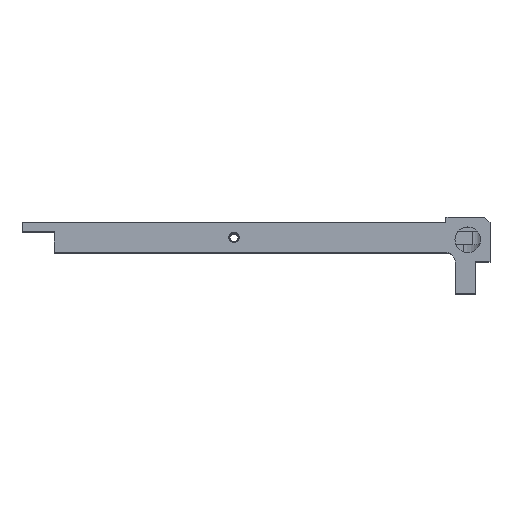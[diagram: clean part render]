
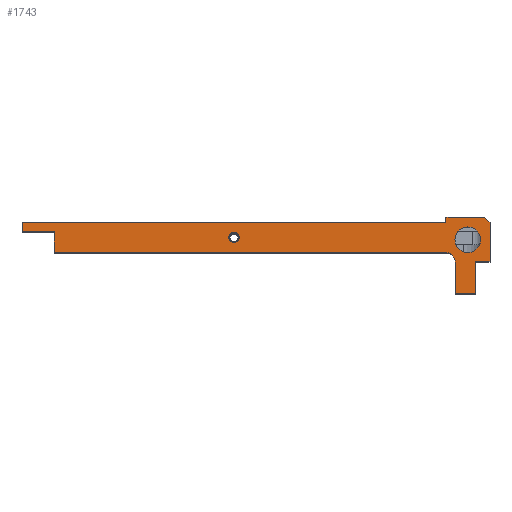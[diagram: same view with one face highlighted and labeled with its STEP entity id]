
A CAD part, top view. The second image highlights one B-rep face of the part: STEP entity #1743.
In plain terms, the highlighted planar face has unit normal (0, 0, 1).
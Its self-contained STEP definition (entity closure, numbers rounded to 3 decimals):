
#71 = CARTESIAN_POINT ( 'NONE',  ( -4.3, 4.3, 47. ) ) ;
#86 = CARTESIAN_POINT ( 'NONE',  ( -4.3, -10.6, 47. ) ) ;
#101 = EDGE_CURVE ( 'NONE', #280, #5200, #1069, .T. ) ;
#130 = CARTESIAN_POINT ( 'NONE',  ( 4.3, -4.3, 47. ) ) ;
#163 = CARTESIAN_POINT ( 'NONE',  ( -4.5, -4.5, 47. ) ) ;
#205 = DIRECTION ( 'NONE',  ( 0., 0., -1. ) ) ;
#212 = AXIS2_PLACEMENT_3D ( 'NONE', #3042, #205, #1868 ) ;
#222 = CARTESIAN_POINT ( 'NONE',  ( -80.8, 1.5, 47. ) ) ;
#280 = VERTEX_POINT ( 'NONE', #3981 ) ;
#323 = ORIENTED_EDGE ( 'NONE', *, *, #1748, .F. ) ;
#362 = DIRECTION ( 'NONE',  ( 0., 1., 0. ) ) ;
#375 = VECTOR ( 'NONE', #680, 1000. ) ;
#394 = VECTOR ( 'NONE', #1726, 1000. ) ;
#425 = EDGE_CURVE ( 'NONE', #1108, #3101, #1674, .T. ) ;
#453 = VECTOR ( 'NONE', #3844, 1000. ) ;
#484 = AXIS2_PLACEMENT_3D ( 'NONE', #800, #4817, #750 ) ;
#518 = VECTOR ( 'NONE', #362, 1000. ) ;
#519 = VERTEX_POINT ( 'NONE', #3139 ) ;
#526 = VERTEX_POINT ( 'NONE', #1446 ) ;
#539 = ORIENTED_EDGE ( 'NONE', *, *, #2687, .T. ) ;
#579 = LINE ( 'NONE', #2219, #453 ) ;
#680 = DIRECTION ( 'NONE',  ( 1., 0., 0. ) ) ;
#714 = ORIENTED_EDGE ( 'NONE', *, *, #3244, .F. ) ;
#750 = DIRECTION ( 'NONE',  ( -1., 0., 0. ) ) ;
#765 = LINE ( 'NONE', #4872, #1285 ) ;
#791 = CARTESIAN_POINT ( 'NONE',  ( -2.5, 0., 47. ) ) ;
#792 = AXIS2_PLACEMENT_3D ( 'NONE', #906, #4585, #1356 ) ;
#800 = CARTESIAN_POINT ( 'NONE',  ( -0.05, -0.05, 47. ) ) ;
#816 = LINE ( 'NONE', #791, #518 ) ;
#841 = ORIENTED_EDGE ( 'NONE', *, *, #101, .T. ) ;
#861 = EDGE_CURVE ( 'NONE', #3757, #3582, #1771, .T. ) ;
#869 = AXIS2_PLACEMENT_3D ( 'NONE', #3669, #4044, #1606 ) ;
#877 = CARTESIAN_POINT ( 'NONE',  ( 1.5, -10.6, 47. ) ) ;
#881 = DIRECTION ( 'NONE',  ( -1., 0., 0. ) ) ;
#887 = CARTESIAN_POINT ( 'NONE',  ( 1.5, -10.6, 47. ) ) ;
#901 = DIRECTION ( 'NONE',  ( 1., 0., 0. ) ) ;
#906 = CARTESIAN_POINT ( 'NONE',  ( -45.7, 0.4, 47. ) ) ;
#921 = VERTEX_POINT ( 'NONE', #1068 ) ;
#951 = CIRCLE ( 'NONE', #792, 1.025 ) ;
#1015 = EDGE_CURVE ( 'NONE', #2294, #2762, #2421, .T. ) ;
#1028 = CIRCLE ( 'NONE', #5058, 2. ) ;
#1041 = VECTOR ( 'NONE', #2192, 1000. ) ;
#1050 = AXIS2_PLACEMENT_3D ( 'NONE', #1594, #3976, #4056 ) ;
#1056 = EDGE_CURVE ( 'NONE', #921, #519, #1813, .T. ) ;
#1068 = CARTESIAN_POINT ( 'NONE',  ( -44.675, 0.4, 47. ) ) ;
#1069 = CIRCLE ( 'NONE', #212, 2.5 ) ;
#1103 = CARTESIAN_POINT ( 'NONE',  ( -4.3, 4.3, 47. ) ) ;
#1108 = VERTEX_POINT ( 'NONE', #130 ) ;
#1122 = EDGE_CURVE ( 'NONE', #519, #921, #951, .T. ) ;
#1276 = CARTESIAN_POINT ( 'NONE',  ( 4.3, 3.3, 47. ) ) ;
#1285 = VECTOR ( 'NONE', #3602, 1000. ) ;
#1314 = DIRECTION ( 'NONE',  ( 1., 0., 0. ) ) ;
#1356 = DIRECTION ( 'NONE',  ( 1., 0., 0. ) ) ;
#1362 = DIRECTION ( 'NONE',  ( 0., 0., -1. ) ) ;
#1378 = EDGE_CURVE ( 'NONE', #3101, #2589, #579, .T. ) ;
#1395 = LINE ( 'NONE', #2715, #375 ) ;
#1405 = CARTESIAN_POINT ( 'NONE',  ( -4.3, 3.3, 47. ) ) ;
#1446 = CARTESIAN_POINT ( 'NONE',  ( 1.5, -4.3, 47. ) ) ;
#1468 = EDGE_CURVE ( 'NONE', #4854, #2389, #4530, .T. ) ;
#1470 = VERTEX_POINT ( 'NONE', #5034 ) ;
#1533 = VECTOR ( 'NONE', #881, 1000. ) ;
#1576 = ORIENTED_EDGE ( 'NONE', *, *, #425, .T. ) ;
#1594 = CARTESIAN_POINT ( 'NONE',  ( 0., 0., 47. ) ) ;
#1606 = DIRECTION ( 'NONE',  ( 1., 0., 0. ) ) ;
#1653 = CARTESIAN_POINT ( 'NONE',  ( -87.1, -2.5, 47. ) ) ;
#1674 = LINE ( 'NONE', #2141, #394 ) ;
#1681 = EDGE_CURVE ( 'NONE', #3582, #4417, #1395, .T. ) ;
#1707 = CARTESIAN_POINT ( 'NONE',  ( -87.1, 1.5, 47. ) ) ;
#1726 = DIRECTION ( 'NONE',  ( 0., 1., 0. ) ) ;
#1736 = CARTESIAN_POINT ( 'NONE',  ( -4.3, 4.3, 47. ) ) ;
#1743 = ADVANCED_FACE ( 'NONE', ( #3146, #2772, #3575 ), #3231, .T. ) ;
#1748 = EDGE_CURVE ( 'NONE', #3757, #2294, #1921, .T. ) ;
#1750 = CARTESIAN_POINT ( 'NONE',  ( -80.8, -2.5, 47. ) ) ;
#1771 = LINE ( 'NONE', #3001, #5020 ) ;
#1787 = VECTOR ( 'NONE', #1314, 1000. ) ;
#1812 = DIRECTION ( 'NONE',  ( 0., 1., 0. ) ) ;
#1813 = CIRCLE ( 'NONE', #869, 1.025 ) ;
#1826 = ORIENTED_EDGE ( 'NONE', *, *, #1056, .F. ) ;
#1868 = DIRECTION ( 'NONE',  ( -1., 0., 0. ) ) ;
#1921 = LINE ( 'NONE', #4440, #4652 ) ;
#1999 = ORIENTED_EDGE ( 'NONE', *, *, #1015, .F. ) ;
#2031 = CIRCLE ( 'NONE', #484, 2.5 ) ;
#2139 = ORIENTED_EDGE ( 'NONE', *, *, #1468, .T. ) ;
#2141 = CARTESIAN_POINT ( 'NONE',  ( 4.3, 4.3, 47. ) ) ;
#2169 = LINE ( 'NONE', #2592, #2698 ) ;
#2190 = EDGE_LOOP ( 'NONE', ( #3023, #841 ) ) ;
#2192 = DIRECTION ( 'NONE',  ( 0., -1., 0. ) ) ;
#2219 = CARTESIAN_POINT ( 'NONE',  ( 3.8, 3.8, 47. ) ) ;
#2294 = VERTEX_POINT ( 'NONE', #1707 ) ;
#2357 = CARTESIAN_POINT ( 'NONE',  ( -4.5, -2.5, 47. ) ) ;
#2389 = VERTEX_POINT ( 'NONE', #1405 ) ;
#2421 = LINE ( 'NONE', #1653, #4124 ) ;
#2459 = ORIENTED_EDGE ( 'NONE', *, *, #3932, .T. ) ;
#2539 = EDGE_CURVE ( 'NONE', #5200, #280, #2031, .T. ) ;
#2589 = VERTEX_POINT ( 'NONE', #4041 ) ;
#2592 = CARTESIAN_POINT ( 'NONE',  ( -10.6, 3.3, 47. ) ) ;
#2658 = EDGE_LOOP ( 'NONE', ( #4239, #2459, #539, #3192, #1576, #4717, #4866, #2139, #714, #1999, #323, #4963, #4484, #5270 ) ) ;
#2687 = EDGE_CURVE ( 'NONE', #3944, #526, #4558, .T. ) ;
#2698 = VECTOR ( 'NONE', #901, 1000. ) ;
#2699 = CARTESIAN_POINT ( 'NONE',  ( -2.5, -10.6, 47. ) ) ;
#2715 = CARTESIAN_POINT ( 'NONE',  ( -10.6, -2.5, 47. ) ) ;
#2762 = VERTEX_POINT ( 'NONE', #3039 ) ;
#2772 = FACE_OUTER_BOUND ( 'NONE', #2658, .T. ) ;
#2910 = VERTEX_POINT ( 'NONE', #2699 ) ;
#2974 = LINE ( 'NONE', #1736, #1533 ) ;
#2979 = DIRECTION ( 'NONE',  ( 1., 0., 0. ) ) ;
#3001 = CARTESIAN_POINT ( 'NONE',  ( -80.8, 1.5, 47. ) ) ;
#3023 = ORIENTED_EDGE ( 'NONE', *, *, #2539, .T. ) ;
#3039 = CARTESIAN_POINT ( 'NONE',  ( -87.1, 3.3, 47. ) ) ;
#3042 = CARTESIAN_POINT ( 'NONE',  ( -0.05, -0.05, 47. ) ) ;
#3101 = VERTEX_POINT ( 'NONE', #1276 ) ;
#3139 = CARTESIAN_POINT ( 'NONE',  ( -46.725, 0.4, 47. ) ) ;
#3146 = FACE_BOUND ( 'NONE', #2190, .T. ) ;
#3192 = ORIENTED_EDGE ( 'NONE', *, *, #4662, .T. ) ;
#3231 = PLANE ( 'NONE',  #1050 ) ;
#3244 = EDGE_CURVE ( 'NONE', #2762, #2389, #2169, .T. ) ;
#3575 = FACE_BOUND ( 'NONE', #5258, .T. ) ;
#3582 = VERTEX_POINT ( 'NONE', #1750 ) ;
#3602 = DIRECTION ( 'NONE',  ( 1., 0., 0. ) ) ;
#3669 = CARTESIAN_POINT ( 'NONE',  ( -45.7, 0.4, 47. ) ) ;
#3757 = VERTEX_POINT ( 'NONE', #222 ) ;
#3844 = DIRECTION ( 'NONE',  ( -0.707, 0.707, 0. ) ) ;
#3932 = EDGE_CURVE ( 'NONE', #2910, #3944, #5043, .T. ) ;
#3944 = VERTEX_POINT ( 'NONE', #887 ) ;
#3976 = DIRECTION ( 'NONE',  ( 0., 0., 1. ) ) ;
#3981 = CARTESIAN_POINT ( 'NONE',  ( -2.55, -0.05, 47. ) ) ;
#4041 = CARTESIAN_POINT ( 'NONE',  ( 3.3, 4.3, 47. ) ) ;
#4044 = DIRECTION ( 'NONE',  ( 0., 0., 1. ) ) ;
#4056 = DIRECTION ( 'NONE',  ( 1., 0., 0. ) ) ;
#4124 = VECTOR ( 'NONE', #4451, 1000. ) ;
#4135 = CARTESIAN_POINT ( 'NONE',  ( 2.45, -0.05, 47. ) ) ;
#4239 = ORIENTED_EDGE ( 'NONE', *, *, #4543, .F. ) ;
#4362 = EDGE_CURVE ( 'NONE', #2589, #4854, #2974, .T. ) ;
#4417 = VERTEX_POINT ( 'NONE', #2357 ) ;
#4440 = CARTESIAN_POINT ( 'NONE',  ( -80.8, 1.5, 47. ) ) ;
#4451 = DIRECTION ( 'NONE',  ( 0., 1., 0. ) ) ;
#4484 = ORIENTED_EDGE ( 'NONE', *, *, #1681, .T. ) ;
#4530 = LINE ( 'NONE', #71, #1041 ) ;
#4543 = EDGE_CURVE ( 'NONE', #2910, #1470, #816, .T. ) ;
#4558 = LINE ( 'NONE', #877, #4941 ) ;
#4585 = DIRECTION ( 'NONE',  ( 0., 0., 1. ) ) ;
#4652 = VECTOR ( 'NONE', #4838, 1000. ) ;
#4662 = EDGE_CURVE ( 'NONE', #526, #1108, #765, .T. ) ;
#4717 = ORIENTED_EDGE ( 'NONE', *, *, #1378, .T. ) ;
#4817 = DIRECTION ( 'NONE',  ( 0., 0., -1. ) ) ;
#4838 = DIRECTION ( 'NONE',  ( -1., 0., 0. ) ) ;
#4854 = VERTEX_POINT ( 'NONE', #1103 ) ;
#4866 = ORIENTED_EDGE ( 'NONE', *, *, #4362, .T. ) ;
#4872 = CARTESIAN_POINT ( 'NONE',  ( -4.3, -4.3, 47. ) ) ;
#4904 = ORIENTED_EDGE ( 'NONE', *, *, #1122, .F. ) ;
#4941 = VECTOR ( 'NONE', #1812, 1000. ) ;
#4963 = ORIENTED_EDGE ( 'NONE', *, *, #861, .T. ) ;
#5020 = VECTOR ( 'NONE', #5064, 1000. ) ;
#5034 = CARTESIAN_POINT ( 'NONE',  ( -2.5, -4.5, 47. ) ) ;
#5043 = LINE ( 'NONE', #86, #1787 ) ;
#5058 = AXIS2_PLACEMENT_3D ( 'NONE', #163, #1362, #2979 ) ;
#5064 = DIRECTION ( 'NONE',  ( 0., -1., 0. ) ) ;
#5159 = EDGE_CURVE ( 'NONE', #4417, #1470, #1028, .T. ) ;
#5200 = VERTEX_POINT ( 'NONE', #4135 ) ;
#5258 = EDGE_LOOP ( 'NONE', ( #1826, #4904 ) ) ;
#5270 = ORIENTED_EDGE ( 'NONE', *, *, #5159, .T. ) ;
